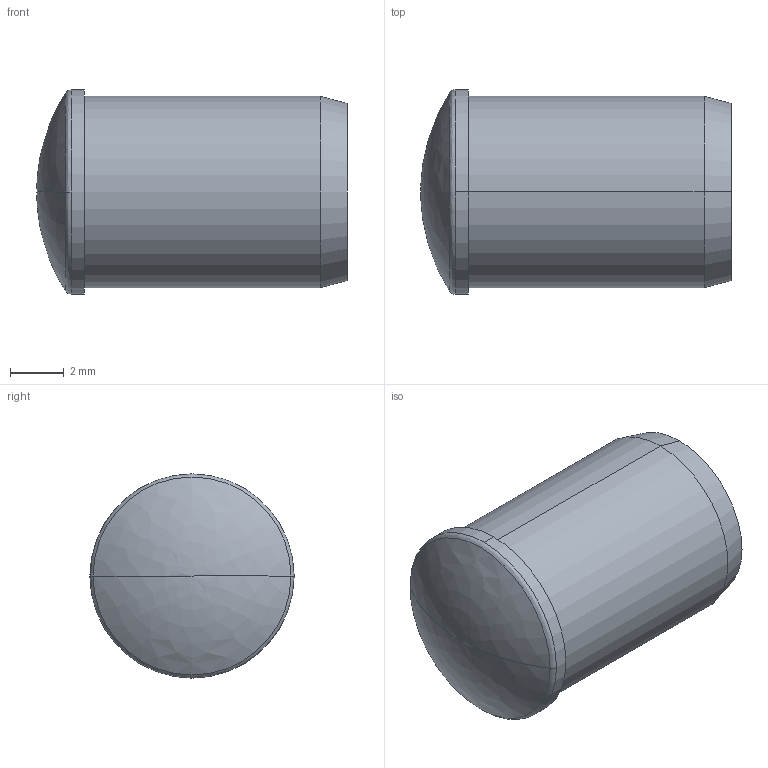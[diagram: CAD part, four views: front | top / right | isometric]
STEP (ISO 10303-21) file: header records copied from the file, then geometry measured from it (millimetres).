
FILE_DESCRIPTION (( 'STEP AP214' ), '1' );
FILE_NAME ('CML 325 XXX.STEP', '2018-02-06T17:00:14', ( '' ), ( '' ), 'SwSTEP 2.0', 'SolidWorks 2016', '' );
FILE_SCHEMA (( 'AUTOMOTIVE_DESIGN' ));
Length unit declared in the file: inch
Products named in the file (1): CML 325 XXX
Bounding box: 11.58 x 7.62 x 7.62 mm (x, y, z)
Volume: 184.3 mm3; surface area: 513.1 mm2
Topology: 1 solids, 1 shells, 47 faces, 108 edges, 62 vertices
Faces by surface type: cone 24, bspline 12, cylinder 8, plane 3
Entity records: 1952 total; most frequent: CARTESIAN_POINT 918, DIRECTION 216, ORIENTED_EDGE 208, EDGE_CURVE 104, AXIS2_PLACEMENT_3D 92, VERTEX_POINT 62, CIRCLE 56, EDGE_LOOP 50
